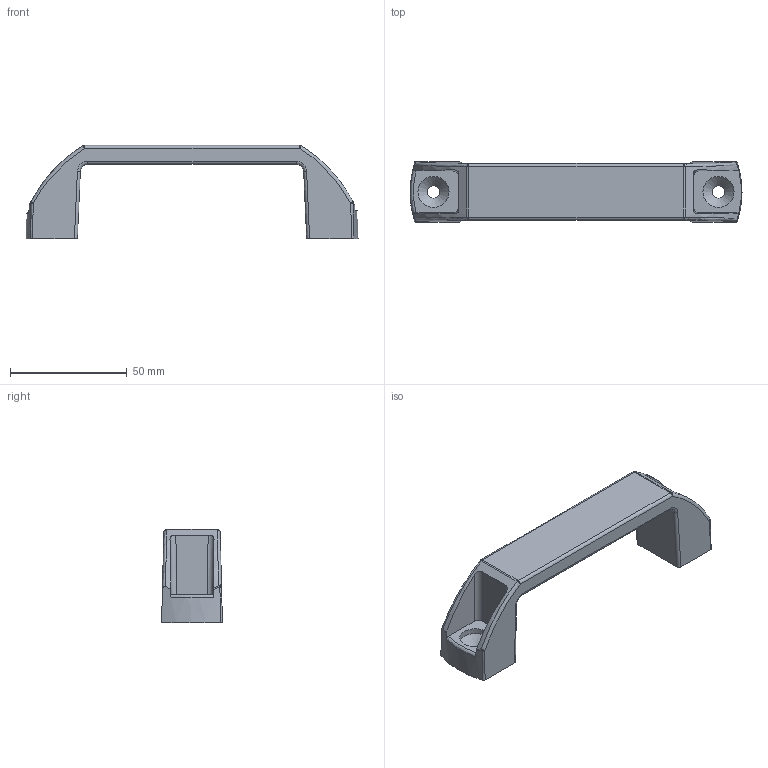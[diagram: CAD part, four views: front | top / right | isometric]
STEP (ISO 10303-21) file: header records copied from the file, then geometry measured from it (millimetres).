
FILE_DESCRIPTION (( 'STEP AP214' ), '1' );
FILE_NAME ('RECH109506.STEP', '2018-10-25T12:27:06', ( '' ), ( '' ), 'SwSTEP 2.0', 'SolidWorks 2017', '' );
FILE_SCHEMA (( 'AUTOMOTIVE_DESIGN' ));
Length unit declared in the file: inch
Products named in the file (1): RECH109506
Bounding box: 141.98 x 26 x 39.88 mm (x, y, z)
Volume: 37215.9 mm3; surface area: 15281.5 mm2
Topology: 1 solids, 1 shells, 71 faces, 173 edges, 103 vertices
Faces by surface type: bspline 25, cylinder 22, plane 20, cone 4
Full cylindrical faces by diameter (mm): 5.3 x2, 13.3 x2
Entity records: 3274 total; most frequent: CARTESIAN_POINT 1875, ORIENTED_EDGE 328, DIRECTION 189, EDGE_CURVE 164, VERTEX_POINT 103, EDGE_LOOP 83, FACE_OUTER_BOUND 75, B_SPLINE_CURVE_WITH_KNOTS 75
